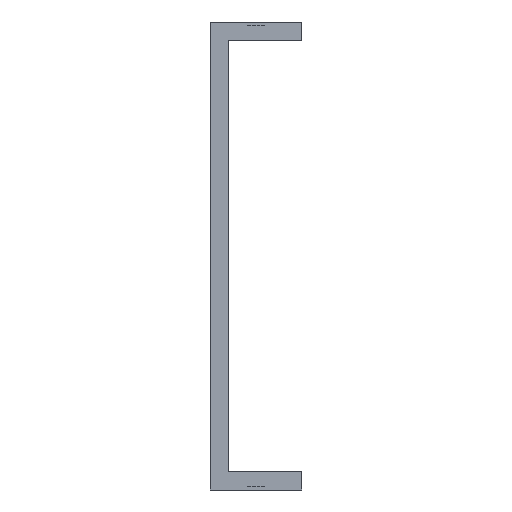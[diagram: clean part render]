
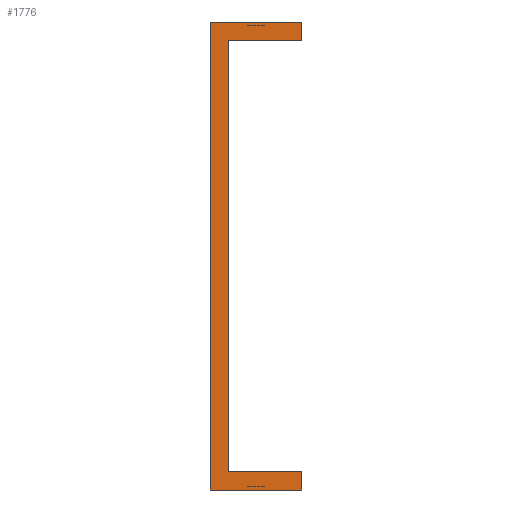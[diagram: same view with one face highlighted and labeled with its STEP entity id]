
A CAD part, front view. The second image highlights one B-rep face of the part: STEP entity #1776.
In plain terms, the highlighted planar face has unit normal (0, -1, 0).
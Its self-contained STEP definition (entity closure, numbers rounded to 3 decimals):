
#17 = ORIENTED_EDGE ( 'NONE', *, *, #1812, .F. ) ;
#33 = LINE ( 'NONE', #2364, #1024 ) ;
#72 = ORIENTED_EDGE ( 'NONE', *, *, #1429, .F. ) ;
#124 = VERTEX_POINT ( 'NONE', #2375 ) ;
#125 = DIRECTION ( 'NONE',  ( 0., 0., -1. ) ) ;
#133 = ORIENTED_EDGE ( 'NONE', *, *, #168, .F. ) ;
#168 = EDGE_CURVE ( 'NONE', #124, #1496, #33, .T. ) ;
#176 = ORIENTED_EDGE ( 'NONE', *, *, #1548, .F. ) ;
#184 = CARTESIAN_POINT ( 'NONE',  ( -18.865, 0., -3.714 ) ) ;
#229 = AXIS2_PLACEMENT_3D ( 'NONE', #859, #2258, #1055 ) ;
#369 = ORIENTED_EDGE ( 'NONE', *, *, #1411, .F. ) ;
#375 = CARTESIAN_POINT ( 'NONE',  ( -16.865, 0., 45.286 ) ) ;
#474 = VECTOR ( 'NONE', #2226, 1000. ) ;
#487 = VERTEX_POINT ( 'NONE', #724 ) ;
#488 = VERTEX_POINT ( 'NONE', #375 ) ;
#493 = LINE ( 'NONE', #2055, #1561 ) ;
#522 = CARTESIAN_POINT ( 'NONE',  ( -8.865, 0., -3.714 ) ) ;
#708 = VECTOR ( 'NONE', #1724, 1000. ) ;
#724 = CARTESIAN_POINT ( 'NONE',  ( -18.865, 0., 47.286 ) ) ;
#751 = DIRECTION ( 'NONE',  ( 0., 0., 1. ) ) ;
#803 = VERTEX_POINT ( 'NONE', #1184 ) ;
#808 = ORIENTED_EDGE ( 'NONE', *, *, #1424, .F. ) ;
#859 = CARTESIAN_POINT ( 'NONE',  ( 0., 0., 0. ) ) ;
#884 = LINE ( 'NONE', #1260, #1607 ) ;
#898 = CARTESIAN_POINT ( 'NONE',  ( -16.865, 0., -1.714 ) ) ;
#931 = CARTESIAN_POINT ( 'NONE',  ( -18.865, 0., 47.286 ) ) ;
#1014 = VERTEX_POINT ( 'NONE', #522 ) ;
#1024 = VECTOR ( 'NONE', #2211, 1000. ) ;
#1055 = DIRECTION ( 'NONE',  ( 0., 0., 1. ) ) ;
#1111 = ORIENTED_EDGE ( 'NONE', *, *, #2176, .F. ) ;
#1124 = LINE ( 'NONE', #931, #708 ) ;
#1172 = VERTEX_POINT ( 'NONE', #1892 ) ;
#1180 = EDGE_CURVE ( 'NONE', #487, #124, #1124, .T. ) ;
#1184 = CARTESIAN_POINT ( 'NONE',  ( -18.865, 0., -3.714 ) ) ;
#1230 = DIRECTION ( 'NONE',  ( -1., 0., 0. ) ) ;
#1260 = CARTESIAN_POINT ( 'NONE',  ( -8.865, 0., 45.286 ) ) ;
#1263 = DIRECTION ( 'NONE',  ( -1., 0., 0. ) ) ;
#1411 = EDGE_CURVE ( 'NONE', #2148, #1014, #2238, .T. ) ;
#1424 = EDGE_CURVE ( 'NONE', #1014, #803, #493, .T. ) ;
#1429 = EDGE_CURVE ( 'NONE', #1172, #2148, #1468, .T. ) ;
#1468 = LINE ( 'NONE', #898, #474 ) ;
#1473 = ORIENTED_EDGE ( 'NONE', *, *, #1180, .F. ) ;
#1496 = VERTEX_POINT ( 'NONE', #1721 ) ;
#1517 = LINE ( 'NONE', #184, #1896 ) ;
#1548 = EDGE_CURVE ( 'NONE', #803, #487, #1517, .T. ) ;
#1560 = CARTESIAN_POINT ( 'NONE',  ( -8.865, 0., -1.714 ) ) ;
#1561 = VECTOR ( 'NONE', #1263, 1000. ) ;
#1607 = VECTOR ( 'NONE', #1230, 1000. ) ;
#1661 = CARTESIAN_POINT ( 'NONE',  ( -8.865, 0., -1.714 ) ) ;
#1721 = CARTESIAN_POINT ( 'NONE',  ( -8.865, 0., 45.286 ) ) ;
#1724 = DIRECTION ( 'NONE',  ( 1., 0., 0. ) ) ;
#1768 = CARTESIAN_POINT ( 'NONE',  ( -16.865, 0., 45.286 ) ) ;
#1776 = ADVANCED_FACE ( 'NONE', ( #2448 ), #2024, .F. ) ;
#1812 = EDGE_CURVE ( 'NONE', #1496, #488, #884, .T. ) ;
#1892 = CARTESIAN_POINT ( 'NONE',  ( -16.865, 0., -1.714 ) ) ;
#1896 = VECTOR ( 'NONE', #751, 1000. ) ;
#1976 = VECTOR ( 'NONE', #2280, 1000. ) ;
#2024 = PLANE ( 'NONE',  #229 ) ;
#2055 = CARTESIAN_POINT ( 'NONE',  ( -8.865, 0., -3.714 ) ) ;
#2148 = VERTEX_POINT ( 'NONE', #1560 ) ;
#2156 = LINE ( 'NONE', #1768, #1976 ) ;
#2175 = EDGE_LOOP ( 'NONE', ( #808, #369, #72, #1111, #17, #133, #1473, #176 ) ) ;
#2176 = EDGE_CURVE ( 'NONE', #488, #1172, #2156, .T. ) ;
#2211 = DIRECTION ( 'NONE',  ( 0., 0., -1. ) ) ;
#2226 = DIRECTION ( 'NONE',  ( 1., 0., 0. ) ) ;
#2238 = LINE ( 'NONE', #1661, #2336 ) ;
#2258 = DIRECTION ( 'NONE',  ( 0., 1., 0. ) ) ;
#2280 = DIRECTION ( 'NONE',  ( 0., 0., -1. ) ) ;
#2336 = VECTOR ( 'NONE', #125, 1000. ) ;
#2364 = CARTESIAN_POINT ( 'NONE',  ( -8.865, 0., 47.286 ) ) ;
#2375 = CARTESIAN_POINT ( 'NONE',  ( -8.865, 0., 47.286 ) ) ;
#2448 = FACE_OUTER_BOUND ( 'NONE', #2175, .T. ) ;
